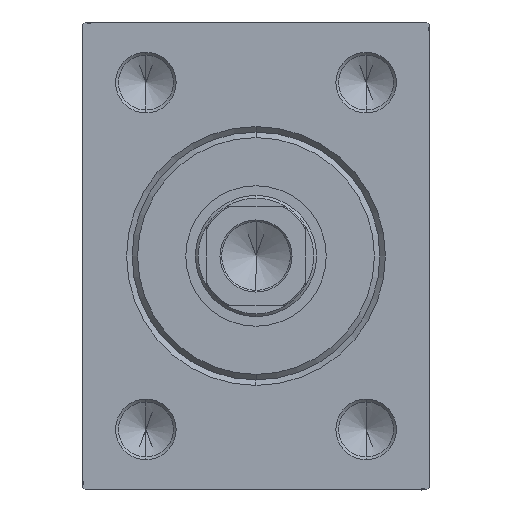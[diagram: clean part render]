
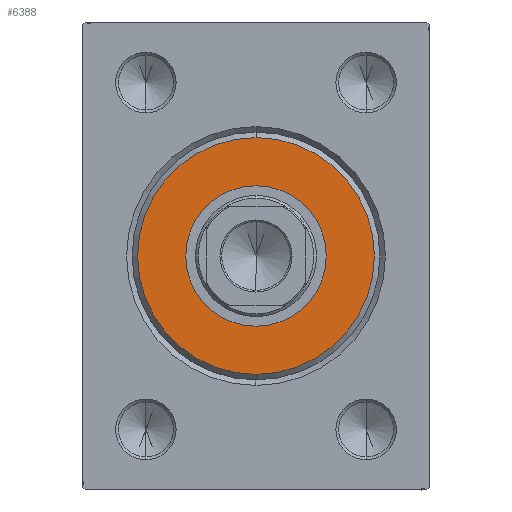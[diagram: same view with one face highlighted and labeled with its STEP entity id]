
A CAD part, left-side view. The second image highlights one B-rep face of the part: STEP entity #6388.
In plain terms, the highlighted face is planar.
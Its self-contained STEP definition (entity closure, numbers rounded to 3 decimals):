
#295 = DIRECTION ( 'NONE',  ( 0., 0., -1. ) ) ;
#1499 = DIRECTION ( 'NONE',  ( 1., 0., 0. ) ) ;
#5331 = DIRECTION ( 'NONE',  ( -1., 0., 0. ) ) ;
#5806 = EDGE_LOOP ( 'NONE', ( #9600, #39307 ) ) ;
#6388 = ADVANCED_FACE ( 'NONE', ( #8189, #28430 ), #42022, .T. ) ;
#6820 = DIRECTION ( 'NONE',  ( 0., 0., -1. ) ) ;
#7449 = ORIENTED_EDGE ( 'NONE', *, *, #29406, .T. ) ;
#8189 = FACE_OUTER_BOUND ( 'NONE', #22463, .T. ) ;
#8230 = VERTEX_POINT ( 'NONE', #8858 ) ;
#8858 = CARTESIAN_POINT ( 'NONE',  ( 3., 0., 21.5 ) ) ;
#9600 = ORIENTED_EDGE ( 'NONE', *, *, #13003, .T. ) ;
#11374 = AXIS2_PLACEMENT_3D ( 'NONE', #11792, #5331, #11573 ) ;
#11573 = DIRECTION ( 'NONE',  ( 0., 0., -1. ) ) ;
#11792 = CARTESIAN_POINT ( 'NONE',  ( 3., 0., 0. ) ) ;
#12286 = AXIS2_PLACEMENT_3D ( 'NONE', #23295, #16844, #6820 ) ;
#12542 = DIRECTION ( 'NONE',  ( 0., 0., -1. ) ) ;
#13003 = EDGE_CURVE ( 'NONE', #24717, #35893, #41089, .T. ) ;
#13673 = CARTESIAN_POINT ( 'NONE',  ( 3., 0., -12.75 ) ) ;
#14707 = CARTESIAN_POINT ( 'NONE',  ( 3., 0., 0. ) ) ;
#15091 = DIRECTION ( 'NONE',  ( 0., 0., -1. ) ) ;
#16844 = DIRECTION ( 'NONE',  ( 1., 0., 0. ) ) ;
#19222 = CIRCLE ( 'NONE', #11374, 12.75 ) ;
#20727 = CARTESIAN_POINT ( 'NONE',  ( 3., 0., 12.75 ) ) ;
#21904 = AXIS2_PLACEMENT_3D ( 'NONE', #33011, #36576, #12542 ) ;
#22273 = EDGE_CURVE ( 'NONE', #35893, #24717, #19222, .T. ) ;
#22463 = EDGE_LOOP ( 'NONE', ( #36367, #7449 ) ) ;
#23295 = CARTESIAN_POINT ( 'NONE',  ( 3., 0., 0. ) ) ;
#24060 = AXIS2_PLACEMENT_3D ( 'NONE', #31993, #1499, #15091 ) ;
#24717 = VERTEX_POINT ( 'NONE', #20727 ) ;
#27171 = CIRCLE ( 'NONE', #12286, 21.5 ) ;
#28430 = FACE_BOUND ( 'NONE', #5806, .T. ) ;
#28588 = CIRCLE ( 'NONE', #34278, 21.5 ) ;
#29406 = EDGE_CURVE ( 'NONE', #32971, #8230, #28588, .T. ) ;
#31993 = CARTESIAN_POINT ( 'NONE',  ( 3., 0., 0. ) ) ;
#32971 = VERTEX_POINT ( 'NONE', #36513 ) ;
#33011 = CARTESIAN_POINT ( 'NONE',  ( 3., 0., 0. ) ) ;
#33890 = EDGE_CURVE ( 'NONE', #8230, #32971, #27171, .T. ) ;
#34278 = AXIS2_PLACEMENT_3D ( 'NONE', #14707, #36818, #295 ) ;
#35893 = VERTEX_POINT ( 'NONE', #13673 ) ;
#36367 = ORIENTED_EDGE ( 'NONE', *, *, #33890, .T. ) ;
#36513 = CARTESIAN_POINT ( 'NONE',  ( 3., 0., -21.5 ) ) ;
#36576 = DIRECTION ( 'NONE',  ( -1., 0., 0. ) ) ;
#36818 = DIRECTION ( 'NONE',  ( 1., 0., 0. ) ) ;
#39307 = ORIENTED_EDGE ( 'NONE', *, *, #22273, .T. ) ;
#41089 = CIRCLE ( 'NONE', #21904, 12.75 ) ;
#42022 = PLANE ( 'NONE',  #24060 ) ;
